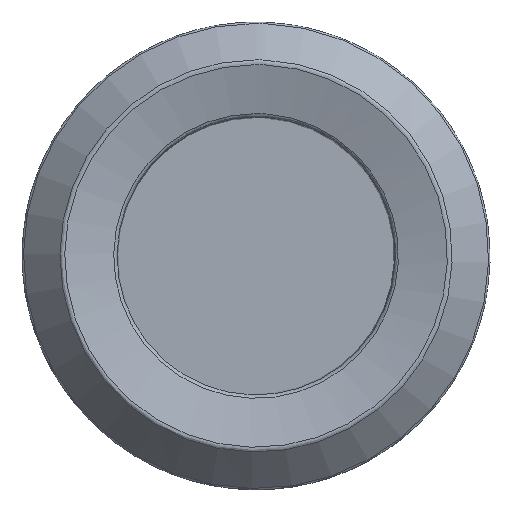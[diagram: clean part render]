
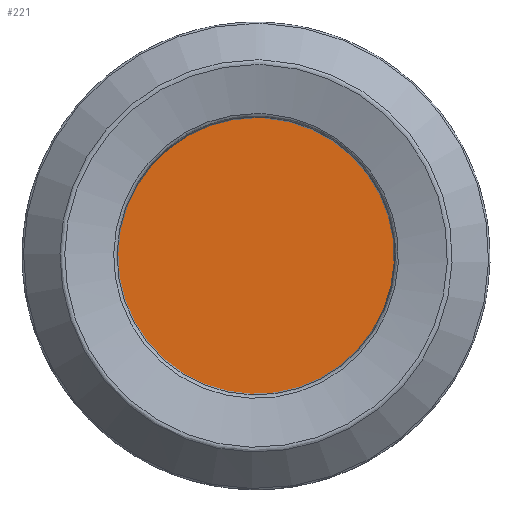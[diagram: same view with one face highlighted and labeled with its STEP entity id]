
A CAD part, left-side view. The second image highlights one B-rep face of the part: STEP entity #221.
In plain terms, the highlighted planar face has unit normal (-1, 0, 0).
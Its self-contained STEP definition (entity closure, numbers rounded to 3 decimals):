
#221=ADVANCED_FACE('',(#237),#235,.F.);
#235=PLANE('',#450);
#237=FACE_OUTER_BOUND('',#265,.T.);
#265=EDGE_LOOP('',(#317));
#317=ORIENTED_EDGE('',*,*,#381,.T.);
#355=VERTEX_POINT('',#659);
#381=EDGE_CURVE('',#355,#355,#407,.T.);
#407=CIRCLE('',#449,23.21);
#449=AXIS2_PLACEMENT_3D('',#658,#519,#520);
#450=AXIS2_PLACEMENT_3D('',#675,#522,#523);
#519=DIRECTION('',(-1.,0.,0.));
#520=DIRECTION('',(0.,0.,1.));
#522=DIRECTION('',(1.,0.,0.));
#523=DIRECTION('',(0.,0.,-1.));
#658=CARTESIAN_POINT('',(3.5,0.,0.));
#659=CARTESIAN_POINT('',(3.5,0.,23.21));
#675=CARTESIAN_POINT('',(3.5,10.5,0.));
